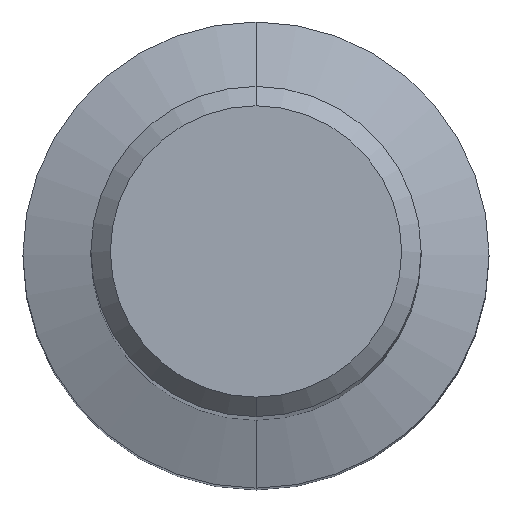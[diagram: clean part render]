
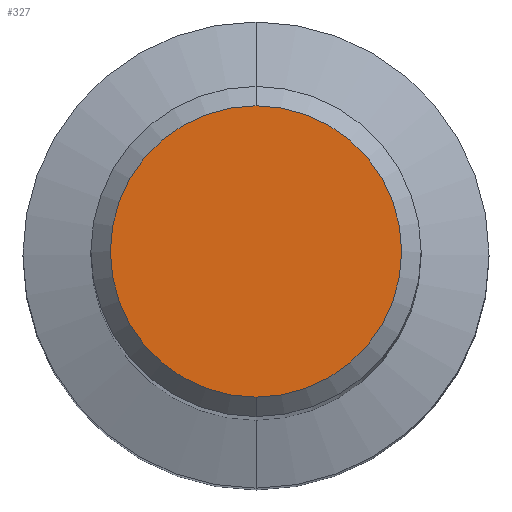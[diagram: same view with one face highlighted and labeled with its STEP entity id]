
A CAD part, top view. The second image highlights one B-rep face of the part: STEP entity #327.
In plain terms, the highlighted planar face has unit normal (0, 0, 1).
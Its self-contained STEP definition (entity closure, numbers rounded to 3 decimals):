
#205=VERTEX_POINT('',#561);
#209=EDGE_CURVE('',#381,#205,#566,.T.);
#299=EDGE_CURVE('',#205,#381,#664,.T.);
#327=ADVANCED_FACE('',(#695),#696,.T.);
#381=VERTEX_POINT('',#751);
#561=CARTESIAN_POINT('',(0.,-3.75,0.0));
#566=CIRCLE('',#952,3.75);
#664=CIRCLE('',#1199,3.75);
#695=FACE_OUTER_BOUND('',#1238,.T.);
#696=PLANE('',#1239);
#751=CARTESIAN_POINT('',(0.0,3.75,0.0));
#952=AXIS2_PLACEMENT_3D('',#1675,#1676,#1677);
#1199=AXIS2_PLACEMENT_3D('',#1768,#1769,#1770);
#1238=EDGE_LOOP('',(#1811,#1812));
#1239=AXIS2_PLACEMENT_3D('',#1813,#1814,#1815);
#1675=CARTESIAN_POINT('',(0.0,0.0,0.0));
#1676=DIRECTION('',(0.0,0.0,-1.0));
#1677=DIRECTION('',(0.0,1.0,0.0));
#1768=CARTESIAN_POINT('',(0.0,0.0,0.0));
#1769=DIRECTION('',(0.0,0.0,-1.0));
#1770=DIRECTION('',(0.0,1.0,0.0));
#1811=ORIENTED_EDGE('',*,*,#209,.F.);
#1812=ORIENTED_EDGE('',*,*,#299,.F.);
#1813=CARTESIAN_POINT('',(0.0,1.875,0.0));
#1814=DIRECTION('',(-0.0,0.0,1.0));
#1815=DIRECTION('',(0.0,-1.0,0.0));
